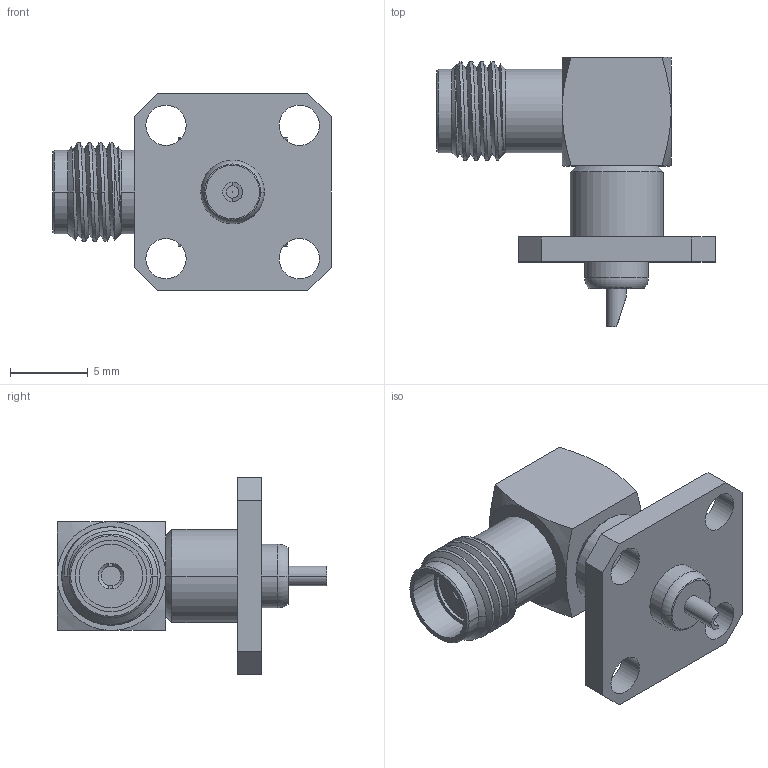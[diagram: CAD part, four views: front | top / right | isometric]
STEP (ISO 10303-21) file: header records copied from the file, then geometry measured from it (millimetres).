
FILE_DESCRIPTION((''),'2;1');
FILE_NAME('PRT0001','2021-08-15T',('1111'),(''),'PRO/ENGINEER BY PARAMETRIC TECHNOLOGY CORPORATION, 2012090','PRO/ENGINEER BY PARAMETRIC TECHNOLOGY CORPORATION, 2012090','');
FILE_SCHEMA(('CONFIG_CONTROL_DESIGN'));
Length unit declared in the file: millimetre
Products named in the file (1): PRT0001
Bounding box: 17.94 x 17.4 x 12.7 mm (x, y, z)
Volume: 871.2 mm3; surface area: 993 mm2
Topology: 1 solids, 1 shells, 95 faces, 230 edges, 146 vertices
Faces by surface type: cylinder 35, plane 32, cone 20, bspline 4, torus 4
Entity records: 3960 total; most frequent: CARTESIAN_POINT 1711, ORIENTED_EDGE 460, DIRECTION 451, EDGE_CURVE 230, AXIS2_PLACEMENT_3D 179, VERTEX_POINT 146, EDGE_LOOP 112, FACE_OUTER_BOUND 95
